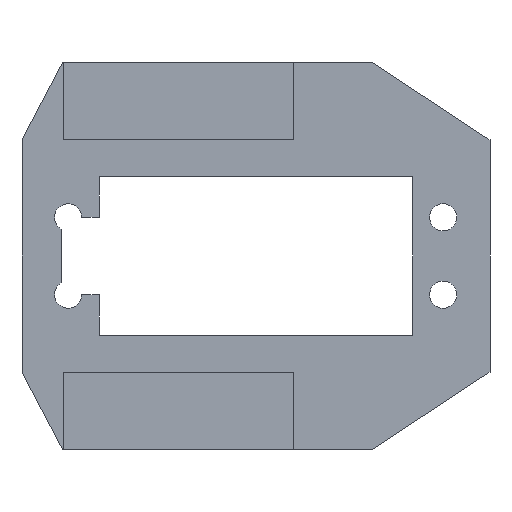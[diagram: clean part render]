
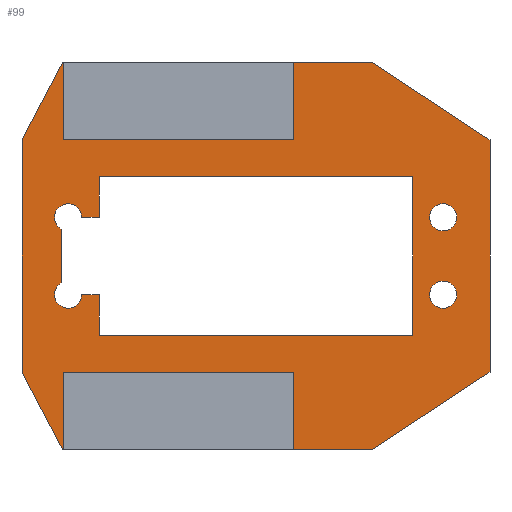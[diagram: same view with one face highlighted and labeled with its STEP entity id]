
A CAD part, front view. The second image highlights one B-rep face of the part: STEP entity #99.
In plain terms, the highlighted planar face has unit normal (0, -1, 0).
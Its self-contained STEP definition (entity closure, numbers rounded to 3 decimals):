
#22 = VERTEX_POINT('',#23);
#23 = CARTESIAN_POINT('',(-14.9,0.,-15.));
#40 = VERTEX_POINT('',#41);
#41 = CARTESIAN_POINT('',(-14.9,0.,-25.));
#47 = EDGE_CURVE('',#22,#40,#48,.T.);
#48 = LINE('',#49,#50);
#49 = CARTESIAN_POINT('',(-14.9,0.,-15.));
#50 = VECTOR('',#51,1.);
#51 = DIRECTION('',(0.,0.,-1.));
#73 = VERTEX_POINT('',#74);
#74 = CARTESIAN_POINT('',(14.9,0.,-15.));
#89 = EDGE_CURVE('',#73,#22,#90,.T.);
#90 = LINE('',#91,#92);
#91 = CARTESIAN_POINT('',(14.9,0.,-15.));
#92 = VECTOR('',#93,1.);
#93 = DIRECTION('',(-1.,0.,0.));
#99 = ADVANCED_FACE('',(#100,#214,#298,#309),#320,.F.);
#100 = FACE_BOUND('',#101,.F.);
#101 = EDGE_LOOP('',(#102,#112,#120,#126,#127,#128,#136,#144,#152,#160,
    #168,#176,#184,#192,#200,#208));
#102 = ORIENTED_EDGE('',*,*,#103,.F.);
#103 = EDGE_CURVE('',#104,#106,#108,.T.);
#104 = VERTEX_POINT('',#105);
#105 = CARTESIAN_POINT('',(25.,0.,-25.));
#106 = VERTEX_POINT('',#107);
#107 = CARTESIAN_POINT('',(40.25,0.,-15.));
#108 = LINE('',#109,#110);
#109 = CARTESIAN_POINT('',(25.,0.,-25.));
#110 = VECTOR('',#111,1.);
#111 = DIRECTION('',(0.836,0.,0.548));
#112 = ORIENTED_EDGE('',*,*,#113,.T.);
#113 = EDGE_CURVE('',#104,#114,#116,.T.);
#114 = VERTEX_POINT('',#115);
#115 = CARTESIAN_POINT('',(14.9,0.,-25.));
#116 = LINE('',#117,#118);
#117 = CARTESIAN_POINT('',(25.,0.,-25.));
#118 = VECTOR('',#119,1.);
#119 = DIRECTION('',(-1.,0.,-0.));
#120 = ORIENTED_EDGE('',*,*,#121,.T.);
#121 = EDGE_CURVE('',#114,#73,#122,.T.);
#122 = LINE('',#123,#124);
#123 = CARTESIAN_POINT('',(14.9,0.,-25.));
#124 = VECTOR('',#125,1.);
#125 = DIRECTION('',(0.,0.,1.));
#126 = ORIENTED_EDGE('',*,*,#89,.T.);
#127 = ORIENTED_EDGE('',*,*,#47,.T.);
#128 = ORIENTED_EDGE('',*,*,#129,.T.);
#129 = EDGE_CURVE('',#40,#130,#132,.T.);
#130 = VERTEX_POINT('',#131);
#131 = CARTESIAN_POINT('',(-15.,0.,-25.));
#132 = LINE('',#133,#134);
#133 = CARTESIAN_POINT('',(25.,0.,-25.));
#134 = VECTOR('',#135,1.);
#135 = DIRECTION('',(-1.,0.,-0.));
#136 = ORIENTED_EDGE('',*,*,#137,.T.);
#137 = EDGE_CURVE('',#130,#138,#140,.T.);
#138 = VERTEX_POINT('',#139);
#139 = CARTESIAN_POINT('',(-20.25,0.,-15.));
#140 = LINE('',#141,#142);
#141 = CARTESIAN_POINT('',(-15.,0.,-25.));
#142 = VECTOR('',#143,1.);
#143 = DIRECTION('',(-0.465,0.,0.885)
  );
#144 = ORIENTED_EDGE('',*,*,#145,.T.);
#145 = EDGE_CURVE('',#138,#146,#148,.T.);
#146 = VERTEX_POINT('',#147);
#147 = CARTESIAN_POINT('',(-20.25,0.,15.));
#148 = LINE('',#149,#150);
#149 = CARTESIAN_POINT('',(-20.25,0.,-15.));
#150 = VECTOR('',#151,1.);
#151 = DIRECTION('',(0.,0.,1.));
#152 = ORIENTED_EDGE('',*,*,#153,.T.);
#153 = EDGE_CURVE('',#146,#154,#156,.T.);
#154 = VERTEX_POINT('',#155);
#155 = CARTESIAN_POINT('',(-15.,0.,25.));
#156 = LINE('',#157,#158);
#157 = CARTESIAN_POINT('',(-20.25,0.,15.));
#158 = VECTOR('',#159,1.);
#159 = DIRECTION('',(0.465,0.,0.885));
#160 = ORIENTED_EDGE('',*,*,#161,.T.);
#161 = EDGE_CURVE('',#154,#162,#164,.T.);
#162 = VERTEX_POINT('',#163);
#163 = CARTESIAN_POINT('',(-14.9,0.,25.));
#164 = LINE('',#165,#166);
#165 = CARTESIAN_POINT('',(-15.,0.,25.));
#166 = VECTOR('',#167,1.);
#167 = DIRECTION('',(1.,0.,0.));
#168 = ORIENTED_EDGE('',*,*,#169,.T.);
#169 = EDGE_CURVE('',#162,#170,#172,.T.);
#170 = VERTEX_POINT('',#171);
#171 = CARTESIAN_POINT('',(-14.9,0.,15.));
#172 = LINE('',#173,#174);
#173 = CARTESIAN_POINT('',(-14.9,0.,25.));
#174 = VECTOR('',#175,1.);
#175 = DIRECTION('',(0.,0.,-1.));
#176 = ORIENTED_EDGE('',*,*,#177,.F.);
#177 = EDGE_CURVE('',#178,#170,#180,.T.);
#178 = VERTEX_POINT('',#179);
#179 = CARTESIAN_POINT('',(14.9,0.,15.));
#180 = LINE('',#181,#182);
#181 = CARTESIAN_POINT('',(14.9,0.,15.));
#182 = VECTOR('',#183,1.);
#183 = DIRECTION('',(-1.,0.,0.));
#184 = ORIENTED_EDGE('',*,*,#185,.T.);
#185 = EDGE_CURVE('',#178,#186,#188,.T.);
#186 = VERTEX_POINT('',#187);
#187 = CARTESIAN_POINT('',(14.9,0.,25.));
#188 = LINE('',#189,#190);
#189 = CARTESIAN_POINT('',(14.9,0.,15.));
#190 = VECTOR('',#191,1.);
#191 = DIRECTION('',(0.,0.,1.));
#192 = ORIENTED_EDGE('',*,*,#193,.T.);
#193 = EDGE_CURVE('',#186,#194,#196,.T.);
#194 = VERTEX_POINT('',#195);
#195 = CARTESIAN_POINT('',(25.,0.,25.));
#196 = LINE('',#197,#198);
#197 = CARTESIAN_POINT('',(-15.,0.,25.));
#198 = VECTOR('',#199,1.);
#199 = DIRECTION('',(1.,0.,0.));
#200 = ORIENTED_EDGE('',*,*,#201,.F.);
#201 = EDGE_CURVE('',#202,#194,#204,.T.);
#202 = VERTEX_POINT('',#203);
#203 = CARTESIAN_POINT('',(40.25,0.,15.));
#204 = LINE('',#205,#206);
#205 = CARTESIAN_POINT('',(40.25,0.,15.));
#206 = VECTOR('',#207,1.);
#207 = DIRECTION('',(-0.836,0.,0.548)
  );
#208 = ORIENTED_EDGE('',*,*,#209,.T.);
#209 = EDGE_CURVE('',#202,#106,#210,.T.);
#210 = LINE('',#211,#212);
#211 = CARTESIAN_POINT('',(40.25,0.,15.));
#212 = VECTOR('',#213,1.);
#213 = DIRECTION('',(0.,0.,-1.));
#214 = FACE_BOUND('',#215,.F.);
#215 = EDGE_LOOP('',(#216,#227,#235,#243,#251,#259,#267,#275,#283,#292)
  );
#216 = ORIENTED_EDGE('',*,*,#217,.F.);
#217 = EDGE_CURVE('',#218,#220,#222,.T.);
#218 = VERTEX_POINT('',#219);
#219 = CARTESIAN_POINT('',(-12.55,0.,-5.));
#220 = VERTEX_POINT('',#221);
#221 = CARTESIAN_POINT('',(-15.15,0.,-3.47));
#222 = CIRCLE('',#223,1.75);
#223 = AXIS2_PLACEMENT_3D('',#224,#225,#226);
#224 = CARTESIAN_POINT('',(-14.3,0.,-5.));
#225 = DIRECTION('',(-0.,1.,0.));
#226 = DIRECTION('',(1.,0.,0.));
#227 = ORIENTED_EDGE('',*,*,#228,.F.);
#228 = EDGE_CURVE('',#229,#218,#231,.T.);
#229 = VERTEX_POINT('',#230);
#230 = CARTESIAN_POINT('',(-10.25,0.,-5.));
#231 = LINE('',#232,#233);
#232 = CARTESIAN_POINT('',(-9.15,0.,-5.));
#233 = VECTOR('',#234,1.);
#234 = DIRECTION('',(-1.,0.,-0.));
#235 = ORIENTED_EDGE('',*,*,#236,.F.);
#236 = EDGE_CURVE('',#237,#229,#239,.T.);
#237 = VERTEX_POINT('',#238);
#238 = CARTESIAN_POINT('',(-10.25,0.,-10.25));
#239 = LINE('',#240,#241);
#240 = CARTESIAN_POINT('',(-10.25,0.,-10.25));
#241 = VECTOR('',#242,1.);
#242 = DIRECTION('',(0.,0.,1.));
#243 = ORIENTED_EDGE('',*,*,#244,.F.);
#244 = EDGE_CURVE('',#245,#237,#247,.T.);
#245 = VERTEX_POINT('',#246);
#246 = CARTESIAN_POINT('',(30.25,0.,-10.25));
#247 = LINE('',#248,#249);
#248 = CARTESIAN_POINT('',(30.25,0.,-10.25));
#249 = VECTOR('',#250,1.);
#250 = DIRECTION('',(-1.,0.,-0.));
#251 = ORIENTED_EDGE('',*,*,#252,.F.);
#252 = EDGE_CURVE('',#253,#245,#255,.T.);
#253 = VERTEX_POINT('',#254);
#254 = CARTESIAN_POINT('',(30.25,0.,10.25));
#255 = LINE('',#256,#257);
#256 = CARTESIAN_POINT('',(30.25,0.,10.25));
#257 = VECTOR('',#258,1.);
#258 = DIRECTION('',(0.,0.,-1.));
#259 = ORIENTED_EDGE('',*,*,#260,.F.);
#260 = EDGE_CURVE('',#261,#253,#263,.T.);
#261 = VERTEX_POINT('',#262);
#262 = CARTESIAN_POINT('',(-10.25,0.,10.25));
#263 = LINE('',#264,#265);
#264 = CARTESIAN_POINT('',(-10.25,0.,10.25));
#265 = VECTOR('',#266,1.);
#266 = DIRECTION('',(1.,0.,0.));
#267 = ORIENTED_EDGE('',*,*,#268,.F.);
#268 = EDGE_CURVE('',#269,#261,#271,.T.);
#269 = VERTEX_POINT('',#270);
#270 = CARTESIAN_POINT('',(-10.25,0.,5.));
#271 = LINE('',#272,#273);
#272 = CARTESIAN_POINT('',(-10.25,0.,-10.25));
#273 = VECTOR('',#274,1.);
#274 = DIRECTION('',(0.,0.,1.));
#275 = ORIENTED_EDGE('',*,*,#276,.F.);
#276 = EDGE_CURVE('',#277,#269,#279,.T.);
#277 = VERTEX_POINT('',#278);
#278 = CARTESIAN_POINT('',(-12.55,0.,5.));
#279 = LINE('',#280,#281);
#280 = CARTESIAN_POINT('',(-15.15,0.,5.));
#281 = VECTOR('',#282,1.);
#282 = DIRECTION('',(1.,0.,0.));
#283 = ORIENTED_EDGE('',*,*,#284,.F.);
#284 = EDGE_CURVE('',#285,#277,#287,.T.);
#285 = VERTEX_POINT('',#286);
#286 = CARTESIAN_POINT('',(-15.15,0.,3.47));
#287 = CIRCLE('',#288,1.75);
#288 = AXIS2_PLACEMENT_3D('',#289,#290,#291);
#289 = CARTESIAN_POINT('',(-14.3,0.,5.));
#290 = DIRECTION('',(-0.,1.,0.));
#291 = DIRECTION('',(1.,0.,0.));
#292 = ORIENTED_EDGE('',*,*,#293,.F.);
#293 = EDGE_CURVE('',#220,#285,#294,.T.);
#294 = LINE('',#295,#296);
#295 = CARTESIAN_POINT('',(-15.15,0.,-5.));
#296 = VECTOR('',#297,1.);
#297 = DIRECTION('',(0.,0.,1.));
#298 = FACE_BOUND('',#299,.F.);
#299 = EDGE_LOOP('',(#300));
#300 = ORIENTED_EDGE('',*,*,#301,.F.);
#301 = EDGE_CURVE('',#302,#302,#304,.T.);
#302 = VERTEX_POINT('',#303);
#303 = CARTESIAN_POINT('',(35.95,0.,-5.));
#304 = CIRCLE('',#305,1.75);
#305 = AXIS2_PLACEMENT_3D('',#306,#307,#308);
#306 = CARTESIAN_POINT('',(34.2,0.,-5.));
#307 = DIRECTION('',(-0.,1.,0.));
#308 = DIRECTION('',(1.,0.,0.));
#309 = FACE_BOUND('',#310,.F.);
#310 = EDGE_LOOP('',(#311));
#311 = ORIENTED_EDGE('',*,*,#312,.F.);
#312 = EDGE_CURVE('',#313,#313,#315,.T.);
#313 = VERTEX_POINT('',#314);
#314 = CARTESIAN_POINT('',(35.95,0.,5.));
#315 = CIRCLE('',#316,1.75);
#316 = AXIS2_PLACEMENT_3D('',#317,#318,#319);
#317 = CARTESIAN_POINT('',(34.2,0.,5.));
#318 = DIRECTION('',(-0.,1.,0.));
#319 = DIRECTION('',(1.,0.,0.));
#320 = PLANE('',#321);
#321 = AXIS2_PLACEMENT_3D('',#322,#323,#324);
#322 = CARTESIAN_POINT('',(9.439,0.,0.));
#323 = DIRECTION('',(0.,1.,0.));
#324 = DIRECTION('',(0.,0.,1.));
